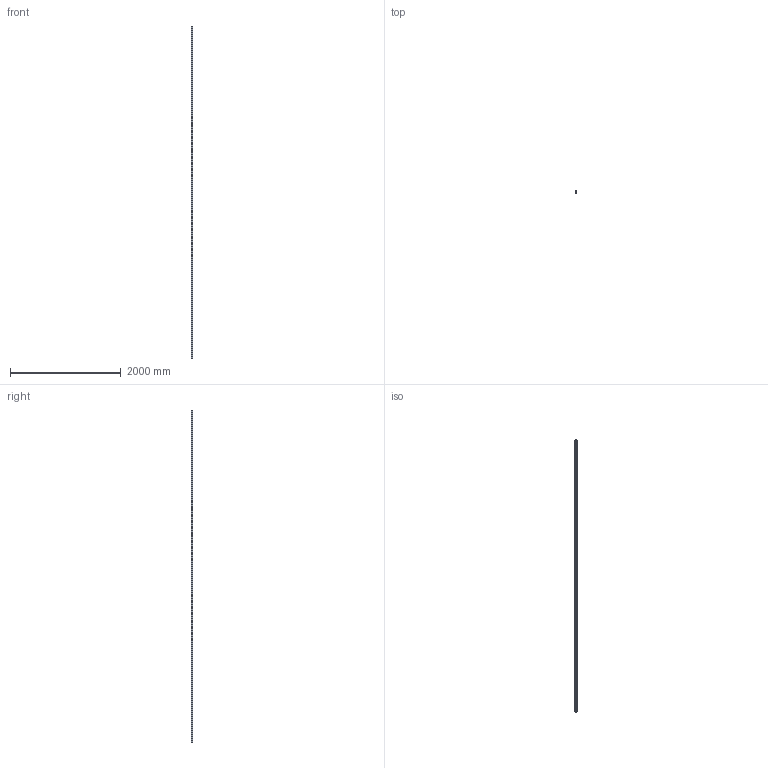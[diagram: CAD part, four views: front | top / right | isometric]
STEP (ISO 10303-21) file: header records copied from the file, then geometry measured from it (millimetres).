
FILE_DESCRIPTION((''),'2;1');
FILE_NAME('118979.stp','2010-07-27T15:02:54',('DMK009'),(''),'Autodesk Inventor 2010','Autodesk Inventor 2010','');
FILE_SCHEMA(('AUTOMOTIVE_DESIGN { 1 0 10303 214 1 1 1 1 }'));
Length unit declared in the file: millimetre
Products named in the file (1): MPC Systemschiene 28x30 Edelstahl
Bounding box: 28 x 30 x 6000 mm (x, y, z)
Volume: 921229 mm3; surface area: 1084707.4 mm2
Topology: 1 solids, 1 shells, 397 faces, 1185 edges, 790 vertices
Faces by surface type: cylinder 233, plane 164
Full cylindrical faces by diameter (mm): 13 x75
Entity records: 13776 total; most frequent: DIRECTION 2372, CARTESIAN_POINT 2298, ORIENTED_EDGE 2220, EDGE_CURVE 1110, AXIS2_PLACEMENT_3D 864, VERTEX_POINT 790, EDGE_LOOP 772, VECTOR 644
